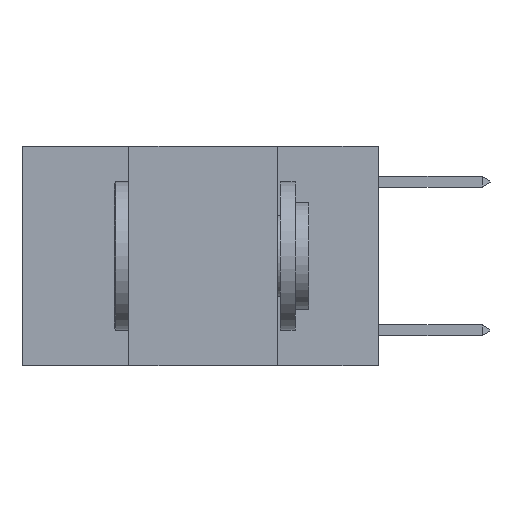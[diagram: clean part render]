
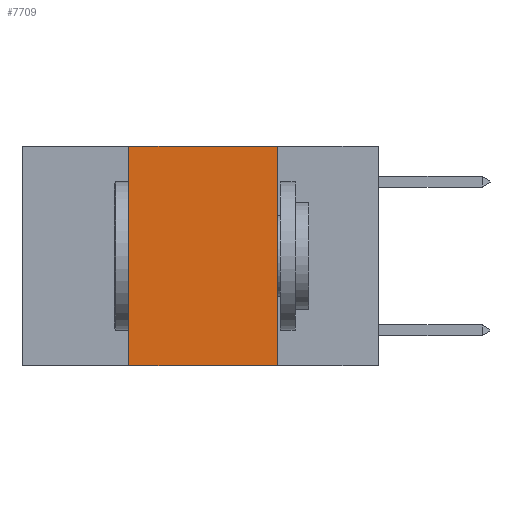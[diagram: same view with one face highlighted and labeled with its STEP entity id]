
A CAD part, left-side view. The second image highlights one B-rep face of the part: STEP entity #7709.
In plain terms, the highlighted planar face has unit normal (-1, 0, 0).
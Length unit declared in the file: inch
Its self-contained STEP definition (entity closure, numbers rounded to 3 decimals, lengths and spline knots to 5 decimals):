
#29 = LINE ( 'NONE', #16421, #18183 ) ;
#703 = CARTESIAN_POINT ( 'NONE',  ( 0., 0.6, 0. ) ) ;
#930 = VERTEX_POINT ( 'NONE', #1209 ) ;
#1200 = FACE_OUTER_BOUND ( 'NONE', #21115, .T. ) ;
#1209 = CARTESIAN_POINT ( 'NONE',  ( 0., 0.17, 0. ) ) ;
#1394 = EDGE_CURVE ( 'NONE', #4547, #930, #15435, .T. ) ;
#2061 = LINE ( 'NONE', #4364, #20160 ) ;
#2457 = DIRECTION ( 'NONE',  ( 0., -1., 0. ) ) ;
#3453 = CARTESIAN_POINT ( 'NONE',  ( 0., 0.17, -0.37 ) ) ;
#4364 = CARTESIAN_POINT ( 'NONE',  ( 0., 0.17, 0. ) ) ;
#4447 = EDGE_CURVE ( 'NONE', #7153, #4547, #29, .T. ) ;
#4547 = VERTEX_POINT ( 'NONE', #18170 ) ;
#7153 = VERTEX_POINT ( 'NONE', #15474 ) ;
#7709 = ADVANCED_FACE ( 'NONE', ( #1200 ), #22211, .F. ) ;
#10862 = ORIENTED_EDGE ( 'NONE', *, *, #21704, .T. ) ;
#12541 = ORIENTED_EDGE ( 'NONE', *, *, #1394, .F. ) ;
#13657 = DIRECTION ( 'NONE',  ( 1., 0., 0. ) ) ;
#15435 = LINE ( 'NONE', #703, #27764 ) ;
#15474 = CARTESIAN_POINT ( 'NONE',  ( 0., 0.42, -0.37 ) ) ;
#16072 = DIRECTION ( 'NONE',  ( 0., 0., -1. ) ) ;
#16421 = CARTESIAN_POINT ( 'NONE',  ( 0., 0.42, 0. ) ) ;
#17159 = ORIENTED_EDGE ( 'NONE', *, *, #4447, .F. ) ;
#17473 = VECTOR ( 'NONE', #2457, 39.37008 ) ;
#18170 = CARTESIAN_POINT ( 'NONE',  ( 0., 0.42, 0. ) ) ;
#18183 = VECTOR ( 'NONE', #27587, 39.37008 ) ;
#18955 = CARTESIAN_POINT ( 'NONE',  ( 0., 0.6, -0.37 ) ) ;
#20160 = VECTOR ( 'NONE', #16072, 39.37008 ) ;
#20223 = DIRECTION ( 'NONE',  ( 0., -1., 0. ) ) ;
#21025 = CARTESIAN_POINT ( 'NONE',  ( 0., 0.6, 0. ) ) ;
#21115 = EDGE_LOOP ( 'NONE', ( #24336, #12541, #17159, #10862 ) ) ;
#21704 = EDGE_CURVE ( 'NONE', #7153, #28380, #29794, .T. ) ;
#22211 = PLANE ( 'NONE',  #24774 ) ;
#24185 = DIRECTION ( 'NONE',  ( 0., 0., -1. ) ) ;
#24336 = ORIENTED_EDGE ( 'NONE', *, *, #25407, .F. ) ;
#24774 = AXIS2_PLACEMENT_3D ( 'NONE', #21025, #13657, #24185 ) ;
#25407 = EDGE_CURVE ( 'NONE', #930, #28380, #2061, .T. ) ;
#27587 = DIRECTION ( 'NONE',  ( 0., 0., 1. ) ) ;
#27764 = VECTOR ( 'NONE', #20223, 39.37008 ) ;
#28380 = VERTEX_POINT ( 'NONE', #3453 ) ;
#29794 = LINE ( 'NONE', #18955, #17473 ) ;
